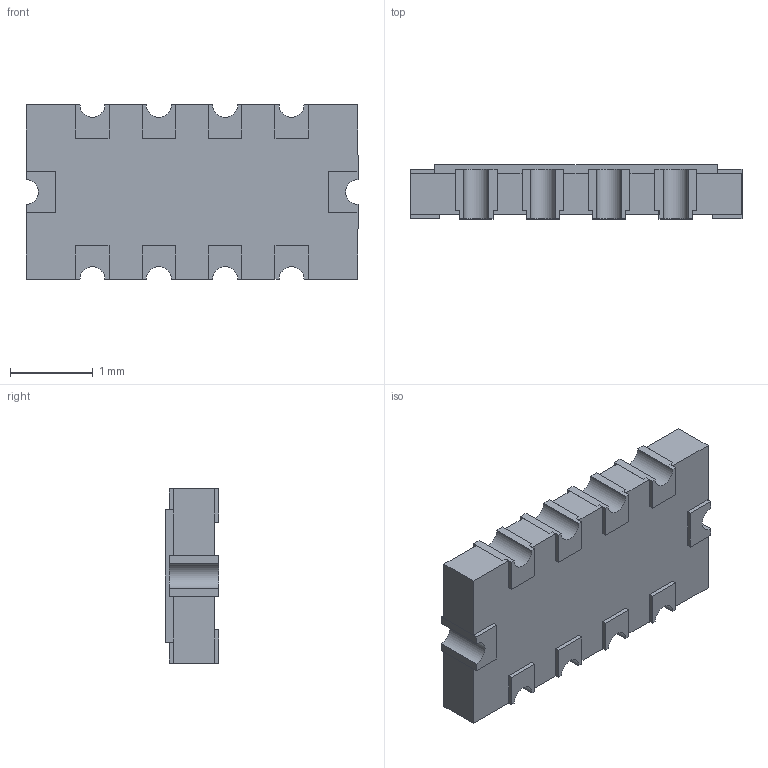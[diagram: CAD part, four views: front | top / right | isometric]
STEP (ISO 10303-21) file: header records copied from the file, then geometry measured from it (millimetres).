
FILE_DESCRIPTION (( 'STEP AP214' ), '1' );
FILE_NAME ('EXB-E10C152J.STEP', '2021-02-12T04:36:29', ( '' ), ( '' ), 'SwSTEP 2.0', 'SolidWorks 2017', '' );
FILE_SCHEMA (( 'AUTOMOTIVE_DESIGN' ));
Length unit declared in the file: millimetre
Products named in the file (1): EXB-E10C152J
Bounding box: 4 x 0.65 x 2.1 mm (x, y, z)
Volume: 4.7 mm3; surface area: 48.5 mm2
Topology: 12 solids, 12 shells, 240 faces, 616 edges, 400 vertices
Faces by surface type: plane 226, cylinder 14
Entity records: 7245 total; most frequent: CARTESIAN_POINT 1257, ORIENTED_EDGE 1232, DIRECTION 1126, EDGE_CURVE 616, LINE 588, VECTOR 588, VERTEX_POINT 400, AXIS2_PLACEMENT_3D 269
